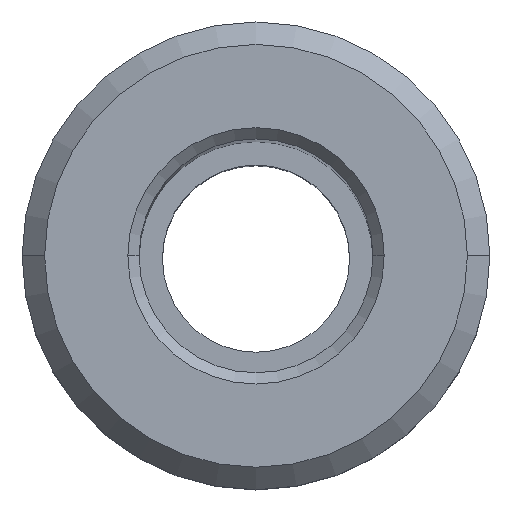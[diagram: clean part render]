
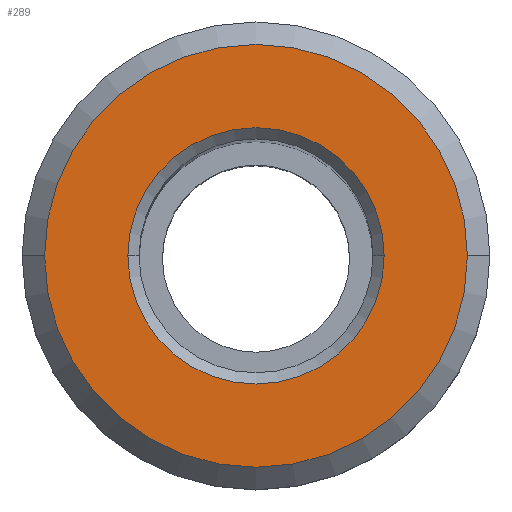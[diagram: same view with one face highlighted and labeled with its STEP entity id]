
A CAD part, top view. The second image highlights one B-rep face of the part: STEP entity #289.
In plain terms, the highlighted planar face has unit normal (0, 0, 1).
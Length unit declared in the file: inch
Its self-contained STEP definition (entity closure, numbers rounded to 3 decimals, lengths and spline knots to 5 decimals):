
#57 = CIRCLE ( 'NONE', #267, 0.2825 ) ;
#78 = PLANE ( 'NONE',  #541 ) ;
#82 = AXIS2_PLACEMENT_3D ( 'NONE', #1052, #1043, #315 ) ;
#107 = EDGE_CURVE ( 'NONE', #842, #1028, #802, .T. ) ;
#119 = CARTESIAN_POINT ( 'NONE',  ( -0.17125, 0., 0. ) ) ;
#161 = FACE_BOUND ( 'NONE', #765, .T. ) ;
#174 = ORIENTED_EDGE ( 'NONE', *, *, #509, .T. ) ;
#197 = DIRECTION ( 'NONE',  ( 0., 0., 1. ) ) ;
#215 = ORIENTED_EDGE ( 'NONE', *, *, #107, .T. ) ;
#239 = DIRECTION ( 'NONE',  ( -1., 0., 0. ) ) ;
#267 = AXIS2_PLACEMENT_3D ( 'NONE', #853, #197, #1035 ) ;
#289 = ADVANCED_FACE ( 'NONE', ( #681, #161 ), #78, .F. ) ;
#310 = DIRECTION ( 'NONE',  ( -1., 0., 0. ) ) ;
#315 = DIRECTION ( 'NONE',  ( -1., 0., 0. ) ) ;
#335 = CARTESIAN_POINT ( 'NONE',  ( 0.17125, 0., 0. ) ) ;
#367 = EDGE_LOOP ( 'NONE', ( #479, #174 ) ) ;
#394 = CIRCLE ( 'NONE', #995, 0.17125 ) ;
#473 = CIRCLE ( 'NONE', #82, 0.2825 ) ;
#479 = ORIENTED_EDGE ( 'NONE', *, *, #1010, .T. ) ;
#509 = EDGE_CURVE ( 'NONE', #789, #753, #473, .T. ) ;
#523 = CARTESIAN_POINT ( 'NONE',  ( 0., 0., 0. ) ) ;
#541 = AXIS2_PLACEMENT_3D ( 'NONE', #601, #751, #239 ) ;
#568 = DIRECTION ( 'NONE',  ( 0., 0., -1. ) ) ;
#577 = CARTESIAN_POINT ( 'NONE',  ( -0.2825, 0., 0. ) ) ;
#601 = CARTESIAN_POINT ( 'NONE',  ( 0., 0.3125, 0. ) ) ;
#681 = FACE_OUTER_BOUND ( 'NONE', #367, .T. ) ;
#700 = DIRECTION ( 'NONE',  ( -1., 0., 0. ) ) ;
#751 = DIRECTION ( 'NONE',  ( 0., 0., -1. ) ) ;
#753 = VERTEX_POINT ( 'NONE', #577 ) ;
#765 = EDGE_LOOP ( 'NONE', ( #215, #889 ) ) ;
#789 = VERTEX_POINT ( 'NONE', #885 ) ;
#802 = CIRCLE ( 'NONE', #1056, 0.17125 ) ;
#842 = VERTEX_POINT ( 'NONE', #335 ) ;
#853 = CARTESIAN_POINT ( 'NONE',  ( 0., 0., 0. ) ) ;
#885 = CARTESIAN_POINT ( 'NONE',  ( 0.2825, 0., 0. ) ) ;
#889 = ORIENTED_EDGE ( 'NONE', *, *, #982, .T. ) ;
#979 = CARTESIAN_POINT ( 'NONE',  ( 0., 0., 0. ) ) ;
#982 = EDGE_CURVE ( 'NONE', #1028, #842, #394, .T. ) ;
#995 = AXIS2_PLACEMENT_3D ( 'NONE', #523, #1017, #700 ) ;
#1010 = EDGE_CURVE ( 'NONE', #753, #789, #57, .T. ) ;
#1017 = DIRECTION ( 'NONE',  ( 0., 0., -1. ) ) ;
#1028 = VERTEX_POINT ( 'NONE', #119 ) ;
#1035 = DIRECTION ( 'NONE',  ( -1., 0., 0. ) ) ;
#1043 = DIRECTION ( 'NONE',  ( 0., 0., 1. ) ) ;
#1052 = CARTESIAN_POINT ( 'NONE',  ( 0., 0., 0. ) ) ;
#1056 = AXIS2_PLACEMENT_3D ( 'NONE', #979, #568, #310 ) ;
